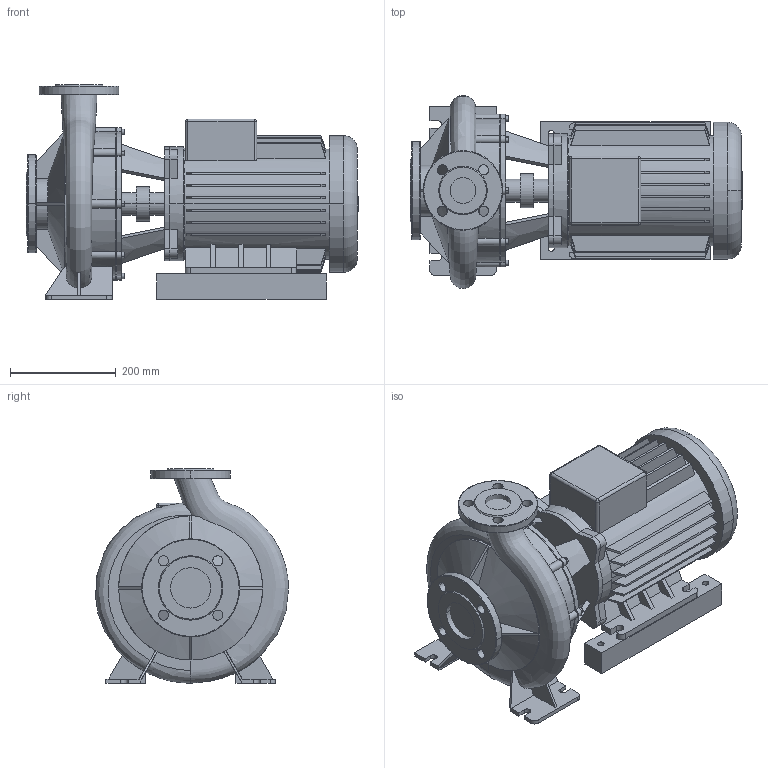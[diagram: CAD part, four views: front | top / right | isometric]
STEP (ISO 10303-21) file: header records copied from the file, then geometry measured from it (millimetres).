
FILE_DESCRIPTION((''),'2;1');
FILE_NAME('3d_BM40_235-15_2-2103498.stp','2011-01-26T14:44:39',(''),(''),'Mechanical Desktop 2008','Mechanical Desktop 2008',', , ');
FILE_SCHEMA(('CONFIG_CONTROL_DESIGN'));
Length unit declared in the file: millimetre
Products named in the file (1): Product
Bounding box: 626.5 x 364.58 x 405 mm (x, y, z)
Volume: 27427639.4 mm3; surface area: 1664243.7 mm2
Topology: 12 solids, 12 shells, 679 faces, 1766 edges, 1147 vertices
Faces by surface type: plane 315, bspline 199, cylinder 115, cone 44, sphere 4, torus 2
Entity records: 29078 total; most frequent: CARTESIAN_POINT 13196, ORIENTED_EDGE 3524, DIRECTION 2920, EDGE_CURVE 1762, VERTEX_POINT 1147, VECTOR 1028, LINE 1028, AXIS2_PLACEMENT_3D 946
